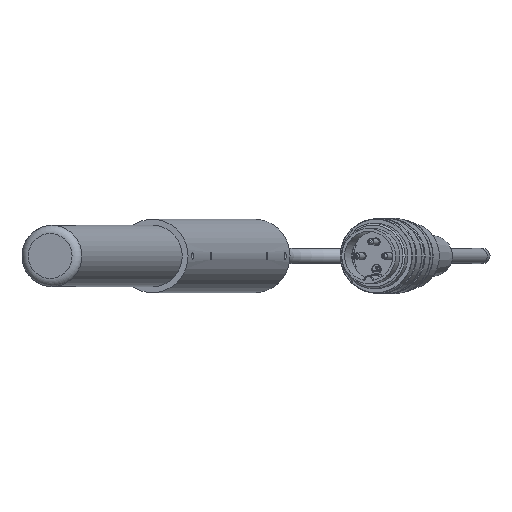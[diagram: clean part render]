
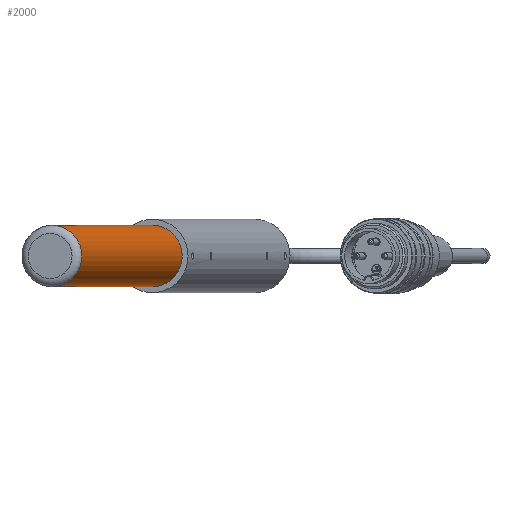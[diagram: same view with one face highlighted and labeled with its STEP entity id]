
A CAD part, left-side view. The second image highlights one B-rep face of the part: STEP entity #2000.
In plain terms, the highlighted cylindrical face has radius 7.5 mm (diameter 15 mm), a full revolution.
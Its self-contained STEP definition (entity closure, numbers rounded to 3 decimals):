
#394=FACE_BOUND('',#731,.T.);
#520=FACE_OUTER_BOUND('',#730,.T.);
#730=EDGE_LOOP('',(#1695));
#731=EDGE_LOOP('',(#1696));
#843=CIRCLE('',#2251,7.5);
#845=CIRCLE('',#2254,7.5);
#1017=VERTEX_POINT('',#4095);
#1019=VERTEX_POINT('',#4100);
#1244=EDGE_CURVE('',#1017,#1017,#843,.T.);
#1246=EDGE_CURVE('',#1019,#1019,#845,.T.);
#1695=ORIENTED_EDGE('',*,*,#1246,.T.);
#1696=ORIENTED_EDGE('',*,*,#1244,.F.);
#1742=CYLINDRICAL_SURFACE('',#2253,7.5);
#2000=ADVANCED_FACE('',(#520,#394),#1742,.T.);
#2251=AXIS2_PLACEMENT_3D('',#4096,#2797,#2798);
#2253=AXIS2_PLACEMENT_3D('',#4099,#2801,#2802);
#2254=AXIS2_PLACEMENT_3D('',#4101,#2803,#2804);
#2797=DIRECTION('center_axis',(-0.974,0.227,0.));
#2798=DIRECTION('ref_axis',(0.,0.,
1.));
#2801=DIRECTION('center_axis',(-0.974,0.227,0.));
#2802=DIRECTION('ref_axis',(0.,0.,
-1.));
#2803=DIRECTION('center_axis',(-0.974,0.227,0.));
#2804=DIRECTION('ref_axis',(0.227,0.974,0.));
#4095=CARTESIAN_POINT('',(-358.696,121.673,-0.947));
#4096=CARTESIAN_POINT('Origin',(-358.696,121.673,6.553));
#4099=CARTESIAN_POINT('Origin',(-277.868,102.807,6.553));
#4100=CARTESIAN_POINT('',(-195.093,83.486,-0.947));
#4101=CARTESIAN_POINT('Origin',(-195.093,83.486,6.553));
